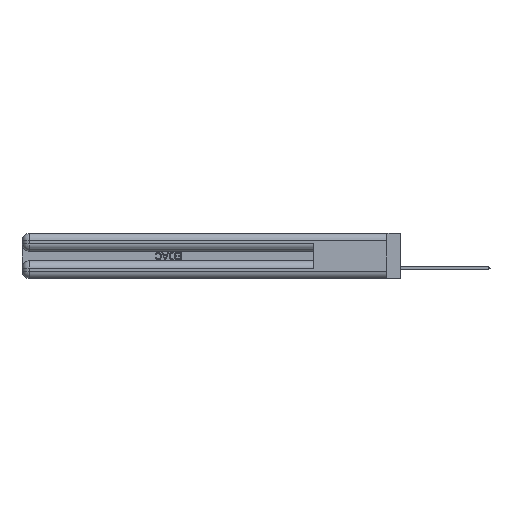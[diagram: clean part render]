
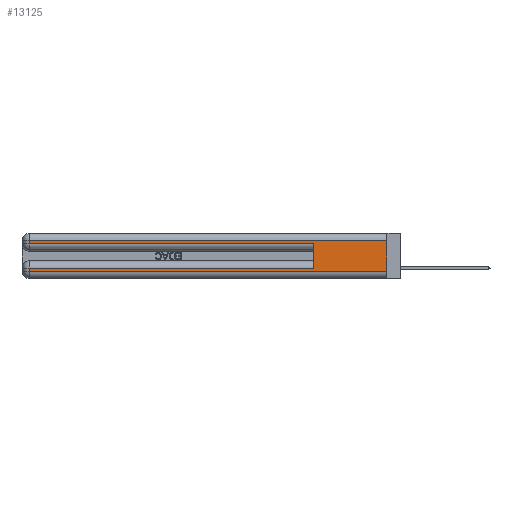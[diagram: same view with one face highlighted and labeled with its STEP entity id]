
A CAD part, left-side view. The second image highlights one B-rep face of the part: STEP entity #13125.
In plain terms, the highlighted planar face has unit normal (-1, 0, 0).
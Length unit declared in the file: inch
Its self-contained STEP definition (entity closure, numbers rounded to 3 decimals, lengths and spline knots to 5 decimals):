
#523 = EDGE_CURVE ( 'NONE', #38319, #30130, #44013, .T. ) ;
#560 = CARTESIAN_POINT ( 'NONE',  ( 0., 0.6, 0.285 ) ) ;
#1092 = LINE ( 'NONE', #38082, #14195 ) ;
#1505 = DIRECTION ( 'NONE',  ( 0., -1., 0. ) ) ;
#1843 = CARTESIAN_POINT ( 'NONE',  ( 0., 0.6, 0.085 ) ) ;
#2664 = DIRECTION ( 'NONE',  ( 0., -1., 0. ) ) ;
#3677 = VECTOR ( 'NONE', #18190, 39.37008 ) ;
#4990 = CARTESIAN_POINT ( 'NONE',  ( 0., 0., 0.06 ) ) ;
#5208 = VERTEX_POINT ( 'NONE', #1843 ) ;
#6002 = CARTESIAN_POINT ( 'NONE',  ( 0., 2.94, 0.06 ) ) ;
#6260 = VERTEX_POINT ( 'NONE', #41886 ) ;
#7327 = LINE ( 'NONE', #7467, #46920 ) ;
#7467 = CARTESIAN_POINT ( 'NONE',  ( 0., 2.94, 0.37 ) ) ;
#7469 = ORIENTED_EDGE ( 'NONE', *, *, #12899, .T. ) ;
#8404 = VECTOR ( 'NONE', #46545, 39.37008 ) ;
#8511 = ORIENTED_EDGE ( 'NONE', *, *, #523, .T. ) ;
#10061 = EDGE_CURVE ( 'NONE', #10094, #19345, #29303, .T. ) ;
#10094 = VERTEX_POINT ( 'NONE', #17360 ) ;
#11130 = DIRECTION ( 'NONE',  ( 0., 0., -1. ) ) ;
#11173 = ORIENTED_EDGE ( 'NONE', *, *, #27912, .F. ) ;
#12899 = EDGE_CURVE ( 'NONE', #5208, #47000, #1092, .T. ) ;
#13125 = ADVANCED_FACE ( 'NONE', ( #35383 ), #13827, .F. ) ;
#13827 = PLANE ( 'NONE',  #36780 ) ;
#14195 = VECTOR ( 'NONE', #16262, 39.37008 ) ;
#16262 = DIRECTION ( 'NONE',  ( 0., 1., 0. ) ) ;
#16656 = LINE ( 'NONE', #33999, #30393 ) ;
#17204 = ORIENTED_EDGE ( 'NONE', *, *, #36824, .F. ) ;
#17360 = CARTESIAN_POINT ( 'NONE',  ( 0., 2.94, 0.285 ) ) ;
#17851 = CARTESIAN_POINT ( 'NONE',  ( 0., 0., 0.37 ) ) ;
#18150 = LINE ( 'NONE', #32064, #8404 ) ;
#18190 = DIRECTION ( 'NONE',  ( 0., 1., 0. ) ) ;
#18678 = CARTESIAN_POINT ( 'NONE',  ( 0., 0., 0.06 ) ) ;
#18829 = ORIENTED_EDGE ( 'NONE', *, *, #43779, .T. ) ;
#19345 = VERTEX_POINT ( 'NONE', #560 ) ;
#23249 = DIRECTION ( 'NONE',  ( 0., 0., 1. ) ) ;
#25636 = VECTOR ( 'NONE', #1505, 39.37008 ) ;
#26458 = CARTESIAN_POINT ( 'NONE',  ( 0., 0., 0.31 ) ) ;
#27159 = VECTOR ( 'NONE', #37708, 39.37008 ) ;
#27427 = EDGE_LOOP ( 'NONE', ( #11173, #27984, #43006, #34042, #17204, #7469, #18829, #8511 ) ) ;
#27642 = VECTOR ( 'NONE', #2664, 39.37008 ) ;
#27912 = EDGE_CURVE ( 'NONE', #46384, #30130, #36903, .T. ) ;
#27984 = ORIENTED_EDGE ( 'NONE', *, *, #34298, .T. ) ;
#29303 = LINE ( 'NONE', #35505, #27642 ) ;
#30130 = VERTEX_POINT ( 'NONE', #18678 ) ;
#30393 = VECTOR ( 'NONE', #23249, 39.37008 ) ;
#32064 = CARTESIAN_POINT ( 'NONE',  ( 0., 2.94, 0.37 ) ) ;
#32437 = EDGE_CURVE ( 'NONE', #6260, #10094, #18150, .T. ) ;
#33999 = CARTESIAN_POINT ( 'NONE',  ( 0., 0.6, 0.145 ) ) ;
#34042 = ORIENTED_EDGE ( 'NONE', *, *, #10061, .T. ) ;
#34119 = CARTESIAN_POINT ( 'NONE',  ( 0., 2.94, 0.085 ) ) ;
#34298 = EDGE_CURVE ( 'NONE', #46384, #6260, #43249, .T. ) ;
#35383 = FACE_OUTER_BOUND ( 'NONE', #27427, .T. ) ;
#35505 = CARTESIAN_POINT ( 'NONE',  ( 0., 0., 0.285 ) ) ;
#36314 = CARTESIAN_POINT ( 'NONE',  ( 0., 0., 0.31 ) ) ;
#36780 = AXIS2_PLACEMENT_3D ( 'NONE', #17851, #43035, #39508 ) ;
#36824 = EDGE_CURVE ( 'NONE', #5208, #19345, #16656, .T. ) ;
#36903 = LINE ( 'NONE', #40935, #27159 ) ;
#37708 = DIRECTION ( 'NONE',  ( 0., 0., -1. ) ) ;
#38082 = CARTESIAN_POINT ( 'NONE',  ( 0., 0., 0.085 ) ) ;
#38319 = VERTEX_POINT ( 'NONE', #6002 ) ;
#39508 = DIRECTION ( 'NONE',  ( 0., 0., -1. ) ) ;
#40935 = CARTESIAN_POINT ( 'NONE',  ( 0., 0., 0.37 ) ) ;
#41886 = CARTESIAN_POINT ( 'NONE',  ( 0., 2.94, 0.31 ) ) ;
#43006 = ORIENTED_EDGE ( 'NONE', *, *, #32437, .T. ) ;
#43035 = DIRECTION ( 'NONE',  ( 1., 0., 0. ) ) ;
#43249 = LINE ( 'NONE', #36314, #3677 ) ;
#43779 = EDGE_CURVE ( 'NONE', #47000, #38319, #7327, .T. ) ;
#44013 = LINE ( 'NONE', #4990, #25636 ) ;
#46384 = VERTEX_POINT ( 'NONE', #26458 ) ;
#46545 = DIRECTION ( 'NONE',  ( 0., 0., -1. ) ) ;
#46920 = VECTOR ( 'NONE', #11130, 39.37008 ) ;
#47000 = VERTEX_POINT ( 'NONE', #34119 ) ;
